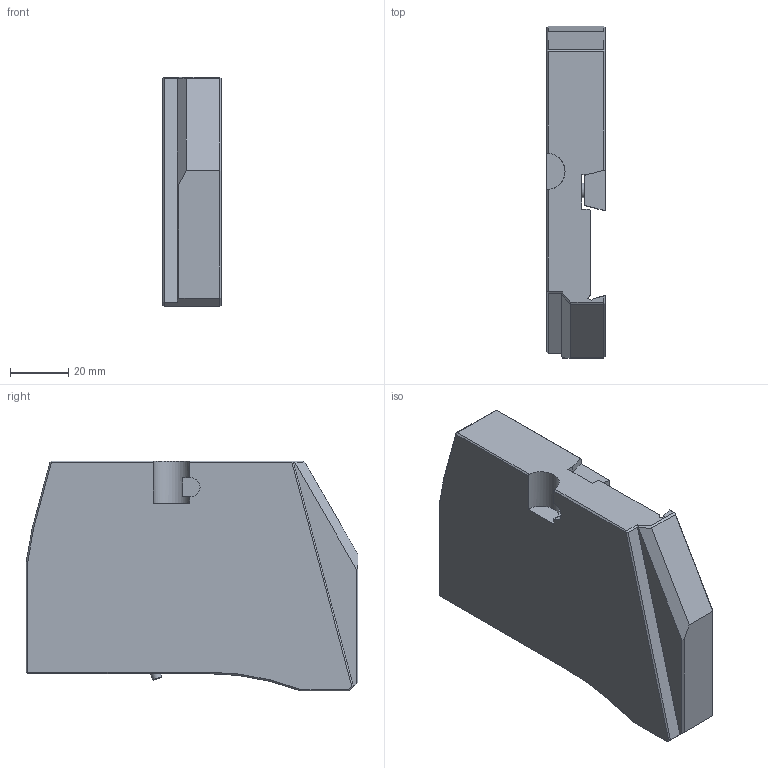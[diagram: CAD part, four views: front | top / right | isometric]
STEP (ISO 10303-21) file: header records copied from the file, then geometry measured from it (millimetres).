
FILE_DESCRIPTION(/* description */ (''),/* implementation_level */ '2;1');
FILE_NAME(/* name */ '1612444219179.stp',/* time_stamp */ '2021-02-04T18:40:35+05:00',/* author */ (''),/* organization */ ('SMS'),/* preprocessor_version */ 'ST-DEVELOPER v16.7',/* originating_system */ 'SIEMENS PLM Software NX 12.0',/* authorisation */ '');
FILE_SCHEMA (('AUTOMOTIVE_DESIGN { 1 0 10303 214 3 1 1 1 }'));
Length unit declared in the file: millimetre
Products named in the file (1): 203355398mod000_00
Bounding box: 20 x 114 x 79 mm (x, y, z)
Volume: 141369.8 mm3; surface area: 26653.1 mm2
Topology: 1 solids, 1 shells, 95 faces, 246 edges, 157 vertices
Faces by surface type: plane 82, cylinder 10, cone 3
Full cylindrical faces by diameter (mm): 3.3 x1, 5 x3, 14 x2
Entity records: 2836 total; most frequent: CARTESIAN_POINT 492, DIRECTION 469, ORIENTED_EDGE 466, EDGE_CURVE 233, LINE 189, VECTOR 189, VERTEX_POINT 148, AXIS2_PLACEMENT_3D 140
